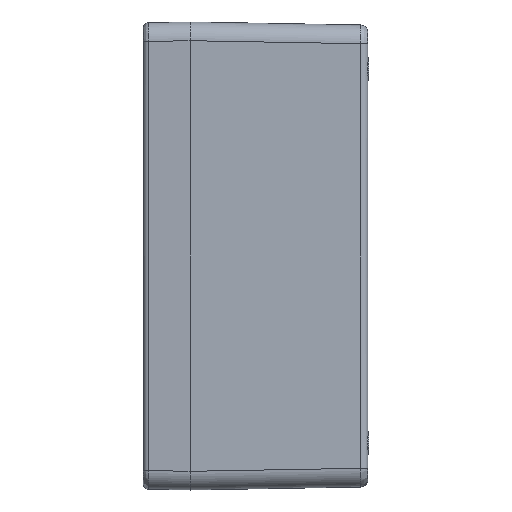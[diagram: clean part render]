
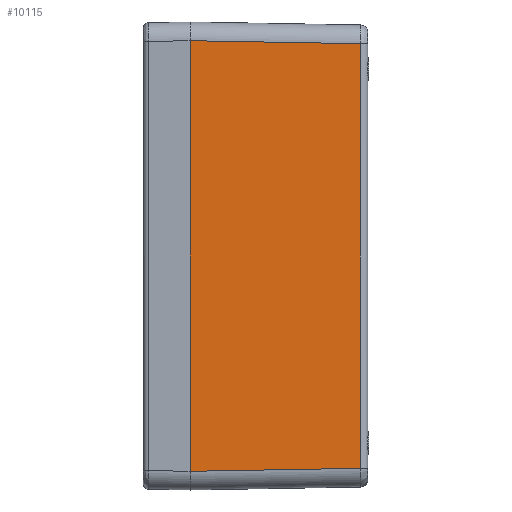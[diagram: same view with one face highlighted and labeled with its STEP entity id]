
A CAD part, left-side view. The second image highlights one B-rep face of the part: STEP entity #10115.
In plain terms, the highlighted planar face has unit normal (-1, -0.018, 0).
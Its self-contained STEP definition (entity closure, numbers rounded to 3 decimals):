
#105 = CARTESIAN_POINT ( 'NONE',  ( -125.91, -91.07, -113.412 ) ) ;
#500 = CARTESIAN_POINT ( 'NONE',  ( -126.97, -30.357, 114.472 ) ) ;
#840 = CARTESIAN_POINT ( 'NONE',  ( -125.91, -91.07, 113.412 ) ) ;
#1759 = EDGE_CURVE ( 'NONE', #10967, #5868, #1914, .T. ) ;
#1790 = CARTESIAN_POINT ( 'NONE',  ( -127.5, 0., -130.714 ) ) ;
#1794 = CARTESIAN_POINT ( 'NONE',  ( -125.91, -91.07, -113.412 ) ) ;
#1914 = B_SPLINE_CURVE_WITH_KNOTS ( 'NONE', 3,
 ( #1794, #1992, #10127, #840 ),
 .UNSPECIFIED., .F., .F.,
 ( 4, 4 ),
 ( 0., 1. ),
 .UNSPECIFIED. ) ;
#1992 = CARTESIAN_POINT ( 'NONE',  ( -125.91, -91.07, -37.804 ) ) ;
#2209 = CARTESIAN_POINT ( 'NONE',  ( -126.44, -60.713, -113.942 ) ) ;
#2536 = CARTESIAN_POINT ( 'NONE',  ( -125.91, -91.07, 113.412 ) ) ;
#2771 = CARTESIAN_POINT ( 'NONE',  ( -125.91, -91.07, -113.412 ) ) ;
#3376 = ORIENTED_EDGE ( 'NONE', *, *, #5799, .F. ) ;
#4647 = CARTESIAN_POINT ( 'NONE',  ( -127.5, 0., 115.002 ) ) ;
#4889 = CARTESIAN_POINT ( 'NONE',  ( -127.5, 0., 115.002 ) ) ;
#5168 = ORIENTED_EDGE ( 'NONE', *, *, #7955, .T. ) ;
#5559 = B_SPLINE_CURVE_WITH_KNOTS ( 'NONE', 3,
 ( #4647, #500, #8829, #11766 ),
 .UNSPECIFIED., .F., .F.,
 ( 4, 4 ),
 ( 0., 1. ),
 .UNSPECIFIED. ) ;
#5799 = EDGE_CURVE ( 'NONE', #10917, #5868, #5559, .T. ) ;
#5868 = VERTEX_POINT ( 'NONE', #2536 ) ;
#6009 = CARTESIAN_POINT ( 'NONE',  ( -127.5, 0., -115.002 ) ) ;
#6079 = DIRECTION ( 'NONE',  ( -1., -0.017, 0. ) ) ;
#6278 = AXIS2_PLACEMENT_3D ( 'NONE', #1790, #6079, #10250 ) ;
#6585 = VECTOR ( 'NONE', #9326, 1000. ) ;
#7955 = EDGE_CURVE ( 'NONE', #12911, #10967, #10789, .T. ) ;
#8235 = ORIENTED_EDGE ( 'NONE', *, *, #12272, .T. ) ;
#8424 = CARTESIAN_POINT ( 'NONE',  ( -126.97, -30.357, -114.472 ) ) ;
#8829 = CARTESIAN_POINT ( 'NONE',  ( -126.44, -60.713, 113.942 ) ) ;
#9098 = PLANE ( 'NONE',  #6278 ) ;
#9326 = DIRECTION ( 'NONE',  ( 0., 0., -1. ) ) ;
#9402 = CARTESIAN_POINT ( 'NONE',  ( -127.5, 0., 115.002 ) ) ;
#9534 = LINE ( 'NONE', #9402, #6585 ) ;
#10115 = ADVANCED_FACE ( 'NONE', ( #12235 ), #9098, .T. ) ;
#10127 = CARTESIAN_POINT ( 'NONE',  ( -125.91, -91.07, 37.804 ) ) ;
#10250 = DIRECTION ( 'NONE',  ( -0.017, 1., 0. ) ) ;
#10399 = CARTESIAN_POINT ( 'NONE',  ( -127.5, 0., -115.002 ) ) ;
#10789 = B_SPLINE_CURVE_WITH_KNOTS ( 'NONE', 3,
 ( #10399, #8424, #2209, #105 ),
 .UNSPECIFIED., .F., .F.,
 ( 4, 4 ),
 ( 0., 1. ),
 .UNSPECIFIED. ) ;
#10917 = VERTEX_POINT ( 'NONE', #4889 ) ;
#10967 = VERTEX_POINT ( 'NONE', #2771 ) ;
#11715 = ORIENTED_EDGE ( 'NONE', *, *, #1759, .T. ) ;
#11766 = CARTESIAN_POINT ( 'NONE',  ( -125.91, -91.07, 113.412 ) ) ;
#12235 = FACE_OUTER_BOUND ( 'NONE', #12581, .T. ) ;
#12272 = EDGE_CURVE ( 'NONE', #10917, #12911, #9534, .T. ) ;
#12581 = EDGE_LOOP ( 'NONE', ( #3376, #8235, #5168, #11715 ) ) ;
#12911 = VERTEX_POINT ( 'NONE', #6009 ) ;
